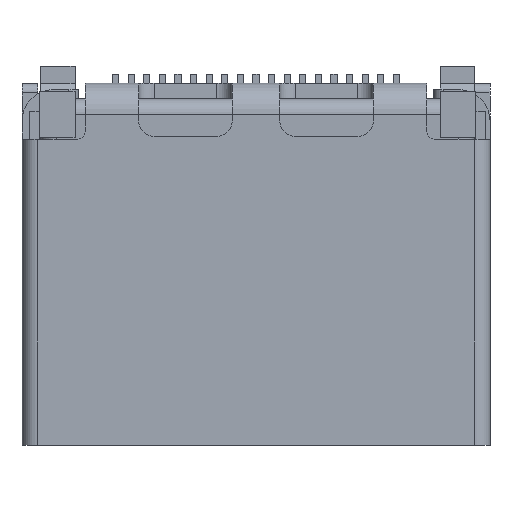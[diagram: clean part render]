
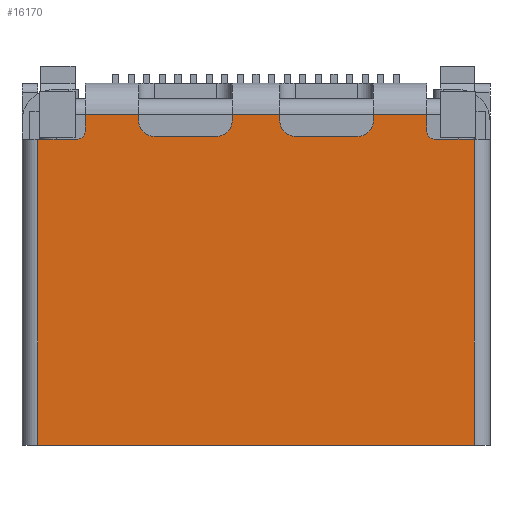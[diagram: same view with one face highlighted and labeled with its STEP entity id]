
A CAD part, top view. The second image highlights one B-rep face of the part: STEP entity #16170.
In plain terms, the highlighted planar face has unit normal (0, 0, 1).
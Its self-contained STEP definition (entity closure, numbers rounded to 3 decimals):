
#828=CIRCLE('',#17116,0.3);
#829=CIRCLE('',#17117,0.5);
#830=CIRCLE('',#17118,0.5);
#831=CIRCLE('',#17119,0.5);
#832=CIRCLE('',#17120,0.5);
#833=CIRCLE('',#17121,0.3);
#1326=FACE_OUTER_BOUND('',#2192,.T.);
#2192=EDGE_LOOP('',(#12382,#12383,#12384,#12385,#12386,#12387,#12388,#12389,
#12390,#12391,#12392,#12393,#12394,#12395,#12396,#12397,#12398,#12399,#12400,
#12401,#12402,#12403));
#3565=LINE('',#23834,#5492);
#3572=LINE('',#23851,#5499);
#3593=LINE('',#23929,#5520);
#3595=LINE('',#23935,#5522);
#3601=LINE('',#23951,#5528);
#3602=LINE('',#23953,#5529);
#3603=LINE('',#23955,#5530);
#3604=LINE('',#23959,#5531);
#3605=LINE('',#23963,#5532);
#3606=LINE('',#23965,#5533);
#3607=LINE('',#23967,#5534);
#3608=LINE('',#23971,#5535);
#3609=LINE('',#23975,#5536);
#3610=LINE('',#23977,#5537);
#3611=LINE('',#23979,#5538);
#3612=LINE('',#23981,#5539);
#5492=VECTOR('',#19409,9.8);
#5499=VECTOR('',#19422,1.225);
#5520=VECTOR('',#19481,9.8);
#5522=VECTOR('',#19487,1.225);
#5528=VECTOR('',#19499,0.5);
#5529=VECTOR('',#19500,1.7);
#5530=VECTOR('',#19501,0.2);
#5531=VECTOR('',#19504,2.);
#5532=VECTOR('',#19507,0.2);
#5533=VECTOR('',#19508,1.53);
#5534=VECTOR('',#19509,0.2);
#5535=VECTOR('',#19512,2.);
#5536=VECTOR('',#19515,0.2);
#5537=VECTOR('',#19516,1.7);
#5538=VECTOR('',#19517,0.5);
#5539=VECTOR('',#19520,13.98);
#7170=VERTEX_POINT('',#23831);
#7171=VERTEX_POINT('',#23833);
#7178=VERTEX_POINT('',#23849);
#7215=VERTEX_POINT('',#23926);
#7216=VERTEX_POINT('',#23928);
#7218=VERTEX_POINT('',#23934);
#7224=VERTEX_POINT('',#23948);
#7225=VERTEX_POINT('',#23950);
#7226=VERTEX_POINT('',#23952);
#7227=VERTEX_POINT('',#23954);
#7228=VERTEX_POINT('',#23956);
#7229=VERTEX_POINT('',#23958);
#7230=VERTEX_POINT('',#23960);
#7231=VERTEX_POINT('',#23962);
#7232=VERTEX_POINT('',#23964);
#7233=VERTEX_POINT('',#23966);
#7234=VERTEX_POINT('',#23968);
#7235=VERTEX_POINT('',#23970);
#7236=VERTEX_POINT('',#23972);
#7237=VERTEX_POINT('',#23974);
#7238=VERTEX_POINT('',#23976);
#7239=VERTEX_POINT('',#23978);
#9048=EDGE_CURVE('',#7170,#7171,#3565,.T.);
#9057=EDGE_CURVE('',#7178,#7170,#3572,.T.);
#9095=EDGE_CURVE('',#7215,#7216,#3593,.T.);
#9098=EDGE_CURVE('',#7216,#7218,#3595,.T.);
#9105=EDGE_CURVE('',#7178,#7224,#828,.F.);
#9106=EDGE_CURVE('',#7225,#7224,#3601,.T.);
#9107=EDGE_CURVE('',#7226,#7225,#3602,.T.);
#9108=EDGE_CURVE('',#7226,#7227,#3603,.T.);
#9109=EDGE_CURVE('',#7227,#7228,#829,.F.);
#9110=EDGE_CURVE('',#7228,#7229,#3604,.T.);
#9111=EDGE_CURVE('',#7229,#7230,#830,.F.);
#9112=EDGE_CURVE('',#7230,#7231,#3605,.T.);
#9113=EDGE_CURVE('',#7232,#7231,#3606,.T.);
#9114=EDGE_CURVE('',#7232,#7233,#3607,.T.);
#9115=EDGE_CURVE('',#7233,#7234,#831,.F.);
#9116=EDGE_CURVE('',#7234,#7235,#3608,.T.);
#9117=EDGE_CURVE('',#7235,#7236,#832,.F.);
#9118=EDGE_CURVE('',#7236,#7237,#3609,.T.);
#9119=EDGE_CURVE('',#7238,#7237,#3610,.T.);
#9120=EDGE_CURVE('',#7239,#7238,#3611,.T.);
#9121=EDGE_CURVE('',#7239,#7218,#833,.F.);
#9122=EDGE_CURVE('',#7171,#7215,#3612,.T.);
#12382=ORIENTED_EDGE('',*,*,#9048,.F.);
#12383=ORIENTED_EDGE('',*,*,#9057,.F.);
#12384=ORIENTED_EDGE('',*,*,#9105,.T.);
#12385=ORIENTED_EDGE('',*,*,#9106,.F.);
#12386=ORIENTED_EDGE('',*,*,#9107,.F.);
#12387=ORIENTED_EDGE('',*,*,#9108,.T.);
#12388=ORIENTED_EDGE('',*,*,#9109,.T.);
#12389=ORIENTED_EDGE('',*,*,#9110,.T.);
#12390=ORIENTED_EDGE('',*,*,#9111,.T.);
#12391=ORIENTED_EDGE('',*,*,#9112,.T.);
#12392=ORIENTED_EDGE('',*,*,#9113,.F.);
#12393=ORIENTED_EDGE('',*,*,#9114,.T.);
#12394=ORIENTED_EDGE('',*,*,#9115,.T.);
#12395=ORIENTED_EDGE('',*,*,#9116,.T.);
#12396=ORIENTED_EDGE('',*,*,#9117,.T.);
#12397=ORIENTED_EDGE('',*,*,#9118,.T.);
#12398=ORIENTED_EDGE('',*,*,#9119,.F.);
#12399=ORIENTED_EDGE('',*,*,#9120,.F.);
#12400=ORIENTED_EDGE('',*,*,#9121,.T.);
#12401=ORIENTED_EDGE('',*,*,#9098,.F.);
#12402=ORIENTED_EDGE('',*,*,#9095,.F.);
#12403=ORIENTED_EDGE('',*,*,#9122,.F.);
#15531=PLANE('',#17115);
#16170=ADVANCED_FACE('',(#1326),#15531,.T.);
#17115=AXIS2_PLACEMENT_3D('',#23947,#19495,#19496);
#17116=AXIS2_PLACEMENT_3D('',#23949,#19497,#19498);
#17117=AXIS2_PLACEMENT_3D('',#23957,#19502,#19503);
#17118=AXIS2_PLACEMENT_3D('',#23961,#19505,#19506);
#17119=AXIS2_PLACEMENT_3D('',#23969,#19510,#19511);
#17120=AXIS2_PLACEMENT_3D('',#23973,#19513,#19514);
#17121=AXIS2_PLACEMENT_3D('',#23980,#19518,#19519);
#19409=DIRECTION('',(0.,-1.,0.));
#19422=DIRECTION('',(1.,0.,0.));
#19481=DIRECTION('',(0.,1.,0.));
#19487=DIRECTION('',(1.,0.,0.));
#19495=DIRECTION('center_axis',(0.,0.,1.));
#19496=DIRECTION('ref_axis',(1.,0.,0.));
#19497=DIRECTION('center_axis',(0.,0.,1.));
#19498=DIRECTION('ref_axis',(1.,0.,0.));
#19499=DIRECTION('',(0.,-1.,0.));
#19500=DIRECTION('',(1.,0.,0.));
#19501=DIRECTION('',(0.,-1.,0.));
#19502=DIRECTION('center_axis',(0.,0.,1.));
#19503=DIRECTION('ref_axis',(1.,0.,0.));
#19504=DIRECTION('',(-1.,0.,0.));
#19505=DIRECTION('center_axis',(0.,0.,1.));
#19506=DIRECTION('ref_axis',(1.,0.,0.));
#19507=DIRECTION('',(0.,1.,0.));
#19508=DIRECTION('',(1.,0.,0.));
#19509=DIRECTION('',(0.,-1.,0.));
#19510=DIRECTION('center_axis',(0.,0.,1.));
#19511=DIRECTION('ref_axis',(1.,0.,0.));
#19512=DIRECTION('',(-1.,0.,0.));
#19513=DIRECTION('center_axis',(0.,0.,1.));
#19514=DIRECTION('ref_axis',(1.,0.,0.));
#19515=DIRECTION('',(0.,1.,0.));
#19516=DIRECTION('',(1.,0.,0.));
#19517=DIRECTION('',(0.,1.,0.));
#19518=DIRECTION('center_axis',(0.,0.,1.));
#19519=DIRECTION('ref_axis',(1.,0.,0.));
#19520=DIRECTION('',(-1.,0.,0.));
#23831=CARTESIAN_POINT('',(6.99,3.8,2.159));
#23833=CARTESIAN_POINT('',(6.99,-6.,2.159));
#23834=CARTESIAN_POINT('',(6.99,6.,2.159));
#23849=CARTESIAN_POINT('',(5.765,3.8,2.159));
#23851=CARTESIAN_POINT('',(5.465,3.8,2.159));
#23926=CARTESIAN_POINT('',(-6.99,-6.,2.159));
#23928=CARTESIAN_POINT('',(-6.99,3.8,2.159));
#23929=CARTESIAN_POINT('',(-6.99,6.,2.159));
#23934=CARTESIAN_POINT('',(-5.765,3.8,2.159));
#23935=CARTESIAN_POINT('',(-6.99,3.8,2.159));
#23947=CARTESIAN_POINT('Origin',(-6.99,6.,2.159));
#23948=CARTESIAN_POINT('',(5.465,4.1,2.159));
#23949=CARTESIAN_POINT('Origin',(5.765,4.1,2.159));
#23950=CARTESIAN_POINT('',(5.465,4.6,2.159));
#23951=CARTESIAN_POINT('',(5.465,5.6,2.159));
#23952=CARTESIAN_POINT('',(3.765,4.6,2.159));
#23953=CARTESIAN_POINT('',(-3.495,4.6,2.159));
#23954=CARTESIAN_POINT('',(3.765,4.4,2.159));
#23955=CARTESIAN_POINT('',(3.765,5.6,2.159));
#23956=CARTESIAN_POINT('',(3.265,3.9,2.159));
#23957=CARTESIAN_POINT('Origin',(3.265,4.4,2.159));
#23958=CARTESIAN_POINT('',(1.265,3.9,2.159));
#23959=CARTESIAN_POINT('',(3.765,3.9,2.159));
#23960=CARTESIAN_POINT('',(0.765,4.4,2.159));
#23961=CARTESIAN_POINT('Origin',(1.265,4.4,2.159));
#23962=CARTESIAN_POINT('',(0.765,4.6,2.159));
#23963=CARTESIAN_POINT('',(0.765,3.9,2.159));
#23964=CARTESIAN_POINT('',(-0.765,4.6,2.159));
#23965=CARTESIAN_POINT('',(-3.495,4.6,2.159));
#23966=CARTESIAN_POINT('',(-0.765,4.4,2.159));
#23967=CARTESIAN_POINT('',(-0.765,5.6,2.159));
#23968=CARTESIAN_POINT('',(-1.265,3.9,2.159));
#23969=CARTESIAN_POINT('Origin',(-1.265,4.4,2.159));
#23970=CARTESIAN_POINT('',(-3.265,3.9,2.159));
#23971=CARTESIAN_POINT('',(-0.765,3.9,2.159));
#23972=CARTESIAN_POINT('',(-3.765,4.4,2.159));
#23973=CARTESIAN_POINT('Origin',(-3.265,4.4,2.159));
#23974=CARTESIAN_POINT('',(-3.765,4.6,2.159));
#23975=CARTESIAN_POINT('',(-3.765,3.9,2.159));
#23976=CARTESIAN_POINT('',(-5.465,4.6,2.159));
#23977=CARTESIAN_POINT('',(-3.495,4.6,2.159));
#23978=CARTESIAN_POINT('',(-5.465,4.1,2.159));
#23979=CARTESIAN_POINT('',(-5.465,3.8,2.159));
#23980=CARTESIAN_POINT('Origin',(-5.765,4.1,2.159));
#23981=CARTESIAN_POINT('',(-6.99,-6.,2.159));
